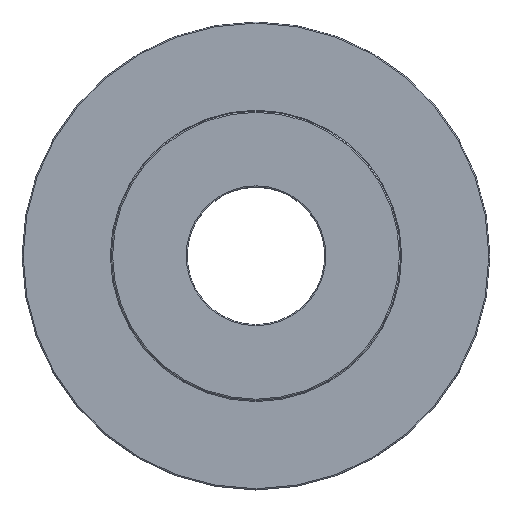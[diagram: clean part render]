
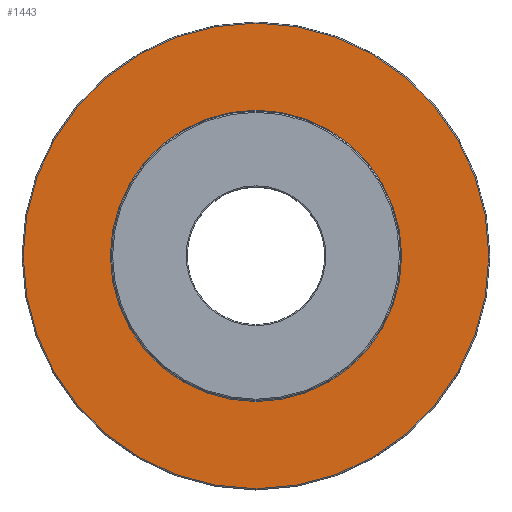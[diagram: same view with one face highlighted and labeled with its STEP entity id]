
A CAD part, top view. The second image highlights one B-rep face of the part: STEP entity #1443.
In plain terms, the highlighted planar face has unit normal (0, 0, 1).
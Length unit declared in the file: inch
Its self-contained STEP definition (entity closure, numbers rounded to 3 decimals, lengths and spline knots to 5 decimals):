
#21 = AXIS2_PLACEMENT_3D ( 'NONE', #1136, #5309, #1086 ) ;
#159 = CARTESIAN_POINT ( 'NONE',  ( -0.6615, 0., 0.0475 ) ) ;
#269 = CARTESIAN_POINT ( 'NONE',  ( 0., 0., 0.0475 ) ) ;
#512 = VERTEX_POINT ( 'NONE', #2856 ) ;
#574 = CARTESIAN_POINT ( 'NONE',  ( 0., 0., 0.0475 ) ) ;
#716 = VERTEX_POINT ( 'NONE', #159 ) ;
#757 = ORIENTED_EDGE ( 'NONE', *, *, #3327, .T. ) ;
#1086 = DIRECTION ( 'NONE',  ( -1., 0., 0. ) ) ;
#1136 = CARTESIAN_POINT ( 'NONE',  ( 0., -0.6565, 0.0475 ) ) ;
#1214 = EDGE_CURVE ( 'NONE', #716, #512, #4858, .T. ) ;
#1342 = CARTESIAN_POINT ( 'NONE',  ( -1.0575, 0., 0.0475 ) ) ;
#1443 = ADVANCED_FACE ( 'NONE', ( #6547, #3261 ), #2191, .F. ) ;
#1700 = DIRECTION ( 'NONE',  ( 0., 0., 1. ) ) ;
#1787 = EDGE_CURVE ( 'NONE', #4479, #5909, #3909, .T. ) ;
#2127 = AXIS2_PLACEMENT_3D ( 'NONE', #269, #4475, #6125 ) ;
#2191 = PLANE ( 'NONE',  #21 ) ;
#2215 = EDGE_LOOP ( 'NONE', ( #757, #6574 ) ) ;
#2260 = CIRCLE ( 'NONE', #4311, 0.6615 ) ;
#2371 = CARTESIAN_POINT ( 'NONE',  ( 0., 0., 0.0475 ) ) ;
#2856 = CARTESIAN_POINT ( 'NONE',  ( 0.6615, 0., 0.0475 ) ) ;
#3261 = FACE_BOUND ( 'NONE', #6538, .T. ) ;
#3327 = EDGE_CURVE ( 'NONE', #5909, #4479, #6028, .T. ) ;
#3808 = AXIS2_PLACEMENT_3D ( 'NONE', #574, #1700, #5887 ) ;
#3909 = CIRCLE ( 'NONE', #2127, 1.0575 ) ;
#3947 = DIRECTION ( 'NONE',  ( -1., 0., 0. ) ) ;
#4043 = ORIENTED_EDGE ( 'NONE', *, *, #4652, .T. ) ;
#4311 = AXIS2_PLACEMENT_3D ( 'NONE', #2371, #6053, #3947 ) ;
#4468 = ORIENTED_EDGE ( 'NONE', *, *, #1214, .T. ) ;
#4475 = DIRECTION ( 'NONE',  ( 0., 0., 1. ) ) ;
#4479 = VERTEX_POINT ( 'NONE', #6677 ) ;
#4652 = EDGE_CURVE ( 'NONE', #512, #716, #2260, .T. ) ;
#4849 = DIRECTION ( 'NONE',  ( -1., 0., 0. ) ) ;
#4858 = CIRCLE ( 'NONE', #6354, 0.6615 ) ;
#5309 = DIRECTION ( 'NONE',  ( 0., 0., -1. ) ) ;
#5887 = DIRECTION ( 'NONE',  ( -1., 0., 0. ) ) ;
#5909 = VERTEX_POINT ( 'NONE', #1342 ) ;
#6028 = CIRCLE ( 'NONE', #3808, 1.0575 ) ;
#6053 = DIRECTION ( 'NONE',  ( 0., 0., -1. ) ) ;
#6125 = DIRECTION ( 'NONE',  ( -1., 0., 0. ) ) ;
#6340 = CARTESIAN_POINT ( 'NONE',  ( 0., 0., 0.0475 ) ) ;
#6354 = AXIS2_PLACEMENT_3D ( 'NONE', #6340, #6390, #4849 ) ;
#6390 = DIRECTION ( 'NONE',  ( 0., 0., -1. ) ) ;
#6538 = EDGE_LOOP ( 'NONE', ( #4468, #4043 ) ) ;
#6547 = FACE_OUTER_BOUND ( 'NONE', #2215, .T. ) ;
#6574 = ORIENTED_EDGE ( 'NONE', *, *, #1787, .T. ) ;
#6677 = CARTESIAN_POINT ( 'NONE',  ( 1.0575, 0., 0.0475 ) ) ;
